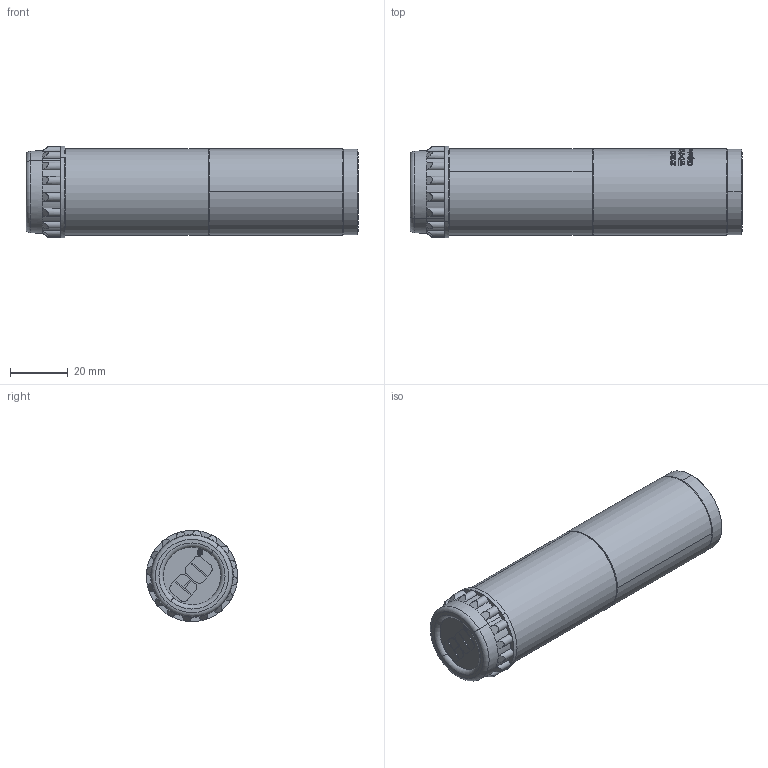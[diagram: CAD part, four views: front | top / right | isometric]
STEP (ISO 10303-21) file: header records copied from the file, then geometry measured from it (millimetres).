
FILE_DESCRIPTION (( 'STEP AP203' ), '1' );
FILE_NAME ('88352_Default.step', '2021-10-18T19:19:43', ( '' ), ( '' ), 'SwSTEP 2.0', 'SolidWorks 2018', '' );
FILE_SCHEMA (( 'CONFIG_CONTROL_DESIGN' ));
Length unit declared in the file: millimetre
Products named in the file (26): 83855020___; Copy of FLOCK PAPER^88352; 83488710___; 83489010___; 85364___; Copy of LOCTITE^88352; 83080010; 84078510_84078510; 84078620_84078620; 83855320; 83488610___; 83489210___; 83489510___; 83488510___; 83489310___; 83489110___; 83489410___; 83488901___; 83488410___; 84078710; 84078010_84078010; 54632_82991250; 84078220_84078220; Copy of NOA61^83488901_NOA61only; 88352_Default; 83488310___
Assembly tree (22 placements, depth 4):
  Copy of FLOCK PAPER^88352
  Copy of LOCTITE^88352
  Copy of NOA61^83488901_NOA61only
  88352_Default
    54632_82991250
    84078710
    85364___
      83489310___
      83489510___
      83489210___
      83489410___
      83488410___
      83488610___
      83488710___
      83488510___
      83488310___
      83855020___
      83855320
      83488901___
        83489010___
        83489110___
    84078510_84078510
    84078620_84078620
      84078220_84078220
        84078010_84078010
    83080010
Bounding box: 115.41 x 31.7 x 31.7 mm (x, y, z)
Volume: 40866.2 mm3; surface area: 38294.6 mm2
Topology: 18 solids, 18 shells, 1003 faces, 2485 edges, 1605 vertices
Faces by surface type: plane 325, bspline 290, cylinder 241, cone 115, sphere 20, torus 12
Entity records: 57687 total; most frequent: CARTESIAN_POINT 33230, ORIENTED_EDGE 4954, DIRECTION 3756, EDGE_CURVE 2477, VERTEX_POINT 1605, AXIS2_PLACEMENT_3D 1493, EDGE_LOOP 1118, FACE_OUTER_BOUND 1003
